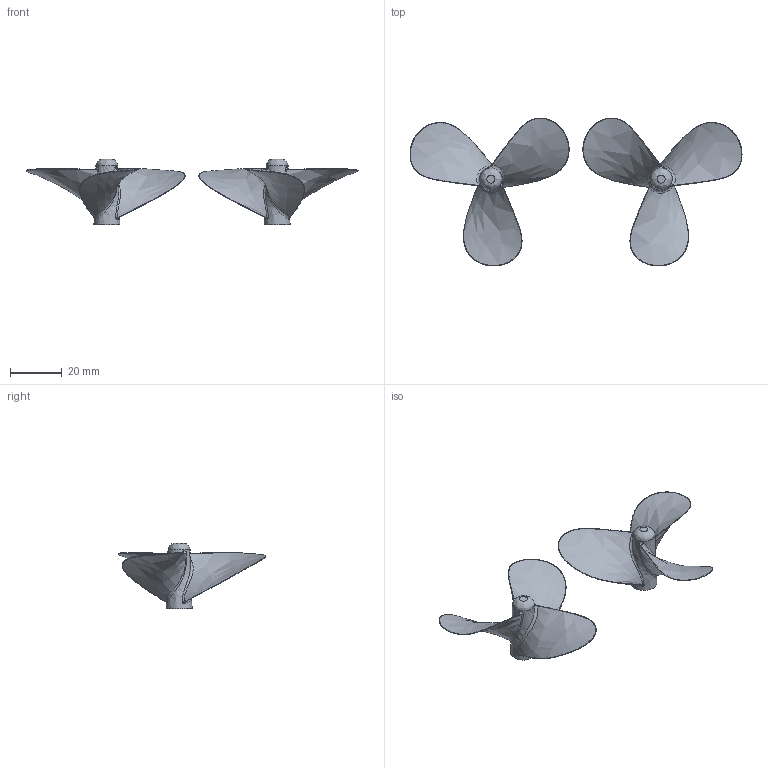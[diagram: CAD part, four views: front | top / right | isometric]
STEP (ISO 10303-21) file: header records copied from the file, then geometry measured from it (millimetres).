
FILE_DESCRIPTION(('FreeCAD Model'),'2;1');
FILE_NAME('Open CASCADE Shape Model','2025-05-03T07:58:11',('FreeCAD'),( 'FreeCAD'),'Open CASCADE STEP processor 7.6','FreeCAD','Unknown');
FILE_SCHEMA(('AUTOMOTIVE_DESIGN { 1 0 10303 214 1 1 1 1 }'));
Length unit declared in the file: millimetre
Products named in the file (1): Open CASCADE STEP translator 7.6 1
Bounding box: 127.8 x 56.92 x 25.29 mm (x, y, z)
Volume: 10147.3 mm3; surface area: 9252.7 mm2
Topology: 2 solids, 2 shells, 56 faces, 124 edges, 76 vertices
Faces by surface type: bspline 56
Entity records: 22452 total; most frequent: CARTESIAN_POINT 21677, ORIENTED_EDGE 248, EDGE_CURVE 124, B_SPLINE_CURVE_WITH_KNOTS 80, VERTEX_POINT 76, FACE_BOUND 60, EDGE_LOOP 60, ADVANCED_FACE 56
